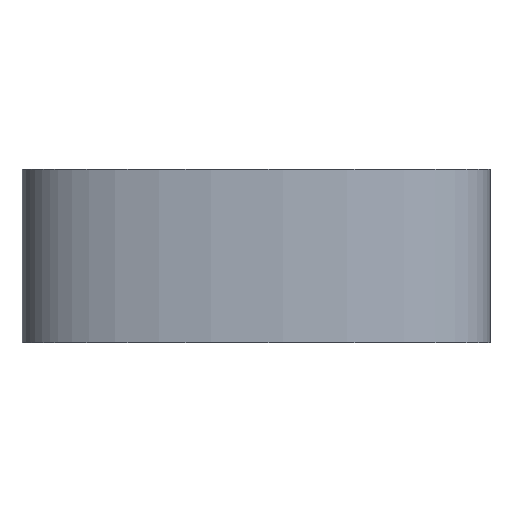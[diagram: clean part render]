
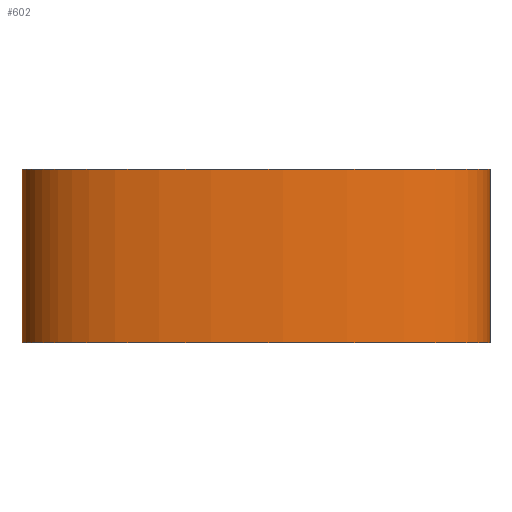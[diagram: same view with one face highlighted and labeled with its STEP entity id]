
A CAD part, front view. The second image highlights one B-rep face of the part: STEP entity #602.
In plain terms, the highlighted free-form (B-spline) face has degree [3, 1] with [19, 2] control points.
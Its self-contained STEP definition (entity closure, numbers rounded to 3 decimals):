
#18=B_SPLINE_SURFACE_WITH_KNOTS('',3,1,((#1231,#1232),(#1233,#1234),(#1235,
#1236),(#1237,#1238),(#1239,#1240),(#1241,#1242),(#1243,#1244),(#1245,#1246),
(#1247,#1248),(#1249,#1250),(#1251,#1252),(#1253,#1254),(#1255,#1256),(#1257,
#1258),(#1259,#1260),(#1261,#1262),(#1263,#1264),(#1265,#1266),(#1267,#1268)),
 .UNSPECIFIED.,.F.,.F.,.F.,(4,3,3,3,3,3,4),(2,2),(0.,0.137,
0.37,0.648,0.844,0.987,
1.),(0.,1.9),.UNSPECIFIED.);
#66=FACE_OUTER_BOUND('',#104,.T.);
#104=EDGE_LOOP('',(#533,#534,#535,#536));
#147=LINE('',#1230,#183);
#148=LINE('',#1269,#184);
#183=VECTOR('',#823,10.);
#184=VECTOR('',#824,10.);
#186=B_SPLINE_CURVE_WITH_KNOTS('',3,(#865,#866,#867,#868,#869,#870,#871,
#872,#873,#874,#875,#876,#877,#878,#879,#880,#881,#882,#883),
 .UNSPECIFIED.,.F.,.F.,(4,3,3,3,3,3,4),(0.,0.137,0.37,
0.648,0.844,0.987,1.),.UNSPECIFIED.);
#192=B_SPLINE_CURVE_WITH_KNOTS('',3,(#977,#978,#979,#980,#981,#982,#983,
#984,#985,#986,#987,#988,#989,#990,#991,#992,#993,#994,#995),
 .UNSPECIFIED.,.F.,.F.,(4,3,3,3,3,3,4),(0.,0.137,0.37,
0.648,0.844,0.987,1.),.UNSPECIFIED.);
#248=VERTEX_POINT('',#862);
#249=VERTEX_POINT('',#864);
#278=VERTEX_POINT('',#974);
#279=VERTEX_POINT('',#976);
#308=EDGE_CURVE('',#249,#248,#186,.T.);
#338=EDGE_CURVE('',#278,#279,#192,.T.);
#383=EDGE_CURVE('',#248,#279,#147,.T.);
#384=EDGE_CURVE('',#249,#278,#148,.T.);
#533=ORIENTED_EDGE('',*,*,#308,.T.);
#534=ORIENTED_EDGE('',*,*,#383,.T.);
#535=ORIENTED_EDGE('',*,*,#338,.F.);
#536=ORIENTED_EDGE('',*,*,#384,.F.);
#602=ADVANCED_FACE('',(#66),#18,.T.);
#823=DIRECTION('',(0.,0.,1.));
#824=DIRECTION('',(0.,0.,1.));
#862=CARTESIAN_POINT('',(25.6,0.,0.));
#864=CARTESIAN_POINT('',(-25.6,0.,0.));
#865=CARTESIAN_POINT('Ctrl Pts',(-25.6,0.,0.));
#866=CARTESIAN_POINT('Ctrl Pts',(-25.6,-2.329,0.));
#867=CARTESIAN_POINT('Ctrl Pts',(-24.704,-4.353,0.));
#868=CARTESIAN_POINT('Ctrl Pts',(-23.077,-5.958,0.));
#869=CARTESIAN_POINT('Ctrl Pts',(-20.308,-8.692,0.));
#870=CARTESIAN_POINT('Ctrl Pts',(-15.506,-10.323,0.));
#871=CARTESIAN_POINT('Ctrl Pts',(-9.879,-11.188,0.));
#872=CARTESIAN_POINT('Ctrl Pts',(-3.191,-12.215,0.));
#873=CARTESIAN_POINT('Ctrl Pts',(4.633,-12.149,0.));
#874=CARTESIAN_POINT('Ctrl Pts',(11.166,-10.973,0.));
#875=CARTESIAN_POINT('Ctrl Pts',(15.781,-10.143,0.));
#876=CARTESIAN_POINT('Ctrl Pts',(19.743,-8.757,0.));
#877=CARTESIAN_POINT('Ctrl Pts',(22.345,-6.617,0.));
#878=CARTESIAN_POINT('Ctrl Pts',(24.244,-5.055,0.));
#879=CARTESIAN_POINT('Ctrl Pts',(25.4,-3.045,0.));
#880=CARTESIAN_POINT('Ctrl Pts',(25.575,-0.676,0.));
#881=CARTESIAN_POINT('Ctrl Pts',(25.592,-0.453,0.));
#882=CARTESIAN_POINT('Ctrl Pts',(25.6,-0.228,0.));
#883=CARTESIAN_POINT('Ctrl Pts',(25.6,0.,0.));
#974=CARTESIAN_POINT('',(-25.6,0.,19.));
#976=CARTESIAN_POINT('',(25.6,0.,19.));
#977=CARTESIAN_POINT('Ctrl Pts',(-25.6,0.,19.));
#978=CARTESIAN_POINT('Ctrl Pts',(-25.6,-2.329,19.));
#979=CARTESIAN_POINT('Ctrl Pts',(-24.704,-4.353,19.));
#980=CARTESIAN_POINT('Ctrl Pts',(-23.077,-5.958,19.));
#981=CARTESIAN_POINT('Ctrl Pts',(-20.308,-8.692,19.));
#982=CARTESIAN_POINT('Ctrl Pts',(-15.506,-10.323,19.));
#983=CARTESIAN_POINT('Ctrl Pts',(-9.879,-11.188,19.));
#984=CARTESIAN_POINT('Ctrl Pts',(-3.191,-12.215,19.));
#985=CARTESIAN_POINT('Ctrl Pts',(4.633,-12.149,19.));
#986=CARTESIAN_POINT('Ctrl Pts',(11.166,-10.973,19.));
#987=CARTESIAN_POINT('Ctrl Pts',(15.781,-10.143,19.));
#988=CARTESIAN_POINT('Ctrl Pts',(19.743,-8.757,19.));
#989=CARTESIAN_POINT('Ctrl Pts',(22.345,-6.617,19.));
#990=CARTESIAN_POINT('Ctrl Pts',(24.244,-5.055,19.));
#991=CARTESIAN_POINT('Ctrl Pts',(25.4,-3.045,19.));
#992=CARTESIAN_POINT('Ctrl Pts',(25.575,-0.676,19.));
#993=CARTESIAN_POINT('Ctrl Pts',(25.592,-0.453,19.));
#994=CARTESIAN_POINT('Ctrl Pts',(25.6,-0.228,19.));
#995=CARTESIAN_POINT('Ctrl Pts',(25.6,0.,19.));
#1230=CARTESIAN_POINT('',(25.6,0.,0.));
#1231=CARTESIAN_POINT('Ctrl Pts',(-25.6,0.,0.));
#1232=CARTESIAN_POINT('Ctrl Pts',(-25.6,0.,19.));
#1233=CARTESIAN_POINT('Ctrl Pts',(-25.6,-2.329,0.));
#1234=CARTESIAN_POINT('Ctrl Pts',(-25.6,-2.329,19.));
#1235=CARTESIAN_POINT('Ctrl Pts',(-24.704,-4.353,0.));
#1236=CARTESIAN_POINT('Ctrl Pts',(-24.704,-4.353,19.));
#1237=CARTESIAN_POINT('Ctrl Pts',(-23.077,-5.958,0.));
#1238=CARTESIAN_POINT('Ctrl Pts',(-23.077,-5.958,19.));
#1239=CARTESIAN_POINT('Ctrl Pts',(-20.308,-8.692,0.));
#1240=CARTESIAN_POINT('Ctrl Pts',(-20.308,-8.692,19.));
#1241=CARTESIAN_POINT('Ctrl Pts',(-15.506,-10.323,0.));
#1242=CARTESIAN_POINT('Ctrl Pts',(-15.506,-10.323,19.));
#1243=CARTESIAN_POINT('Ctrl Pts',(-9.879,-11.188,0.));
#1244=CARTESIAN_POINT('Ctrl Pts',(-9.879,-11.188,19.));
#1245=CARTESIAN_POINT('Ctrl Pts',(-3.191,-12.215,0.));
#1246=CARTESIAN_POINT('Ctrl Pts',(-3.191,-12.215,19.));
#1247=CARTESIAN_POINT('Ctrl Pts',(4.633,-12.149,0.));
#1248=CARTESIAN_POINT('Ctrl Pts',(4.633,-12.149,19.));
#1249=CARTESIAN_POINT('Ctrl Pts',(11.166,-10.973,0.));
#1250=CARTESIAN_POINT('Ctrl Pts',(11.166,-10.973,19.));
#1251=CARTESIAN_POINT('Ctrl Pts',(15.781,-10.143,0.));
#1252=CARTESIAN_POINT('Ctrl Pts',(15.781,-10.143,19.));
#1253=CARTESIAN_POINT('Ctrl Pts',(19.743,-8.757,0.));
#1254=CARTESIAN_POINT('Ctrl Pts',(19.743,-8.757,19.));
#1255=CARTESIAN_POINT('Ctrl Pts',(22.345,-6.617,0.));
#1256=CARTESIAN_POINT('Ctrl Pts',(22.345,-6.617,19.));
#1257=CARTESIAN_POINT('Ctrl Pts',(24.244,-5.055,0.));
#1258=CARTESIAN_POINT('Ctrl Pts',(24.244,-5.055,19.));
#1259=CARTESIAN_POINT('Ctrl Pts',(25.4,-3.045,0.));
#1260=CARTESIAN_POINT('Ctrl Pts',(25.4,-3.045,19.));
#1261=CARTESIAN_POINT('Ctrl Pts',(25.575,-0.676,0.));
#1262=CARTESIAN_POINT('Ctrl Pts',(25.575,-0.676,19.));
#1263=CARTESIAN_POINT('Ctrl Pts',(25.592,-0.453,0.));
#1264=CARTESIAN_POINT('Ctrl Pts',(25.592,-0.453,19.));
#1265=CARTESIAN_POINT('Ctrl Pts',(25.6,-0.228,0.));
#1266=CARTESIAN_POINT('Ctrl Pts',(25.6,-0.228,19.));
#1267=CARTESIAN_POINT('Ctrl Pts',(25.6,0.,0.));
#1268=CARTESIAN_POINT('Ctrl Pts',(25.6,0.,19.));
#1269=CARTESIAN_POINT('',(-25.6,0.,0.));
